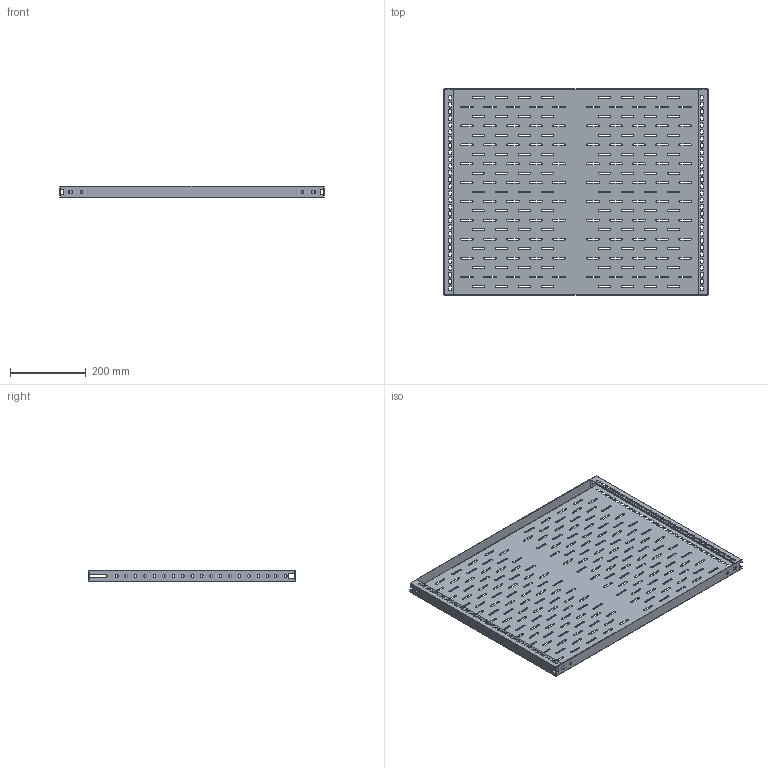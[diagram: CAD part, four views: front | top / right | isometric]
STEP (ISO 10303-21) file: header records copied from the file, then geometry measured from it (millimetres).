
FILE_DESCRIPTION (( 'STEP AP203' ), '1' );
FILE_NAME ('R5DOE8545.step', '2011-03-17T12:03:36', ( 'User' ), ( 'DKC' ), 'SwSTEP 2.0', 'SolidWorks 2011', '' );
FILE_SCHEMA (( 'CONFIG_CONTROL_DESIGN' ));
Products named in the file (1): R5DOE8545
Bounding box: 699 x 546.5 x 30 mm (x, y, z)
Volume: 649686 mm3; surface area: 899141.4 mm2
Topology: 1 solids, 1 shells, 1626 faces, 4810 edges, 3184 vertices
Faces by surface type: cylinder 898, plane 728
Entity records: 56323 total; most frequent: DIRECTION 9872, CARTESIAN_POINT 9621, ORIENTED_EDGE 9620, EDGE_CURVE 4810, AXIS2_PLACEMENT_3D 3435, VERTEX_POINT 3184, LINE 3002, VECTOR 3002
